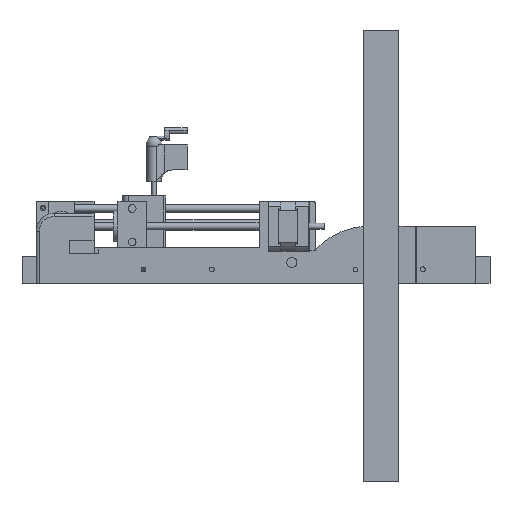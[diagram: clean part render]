
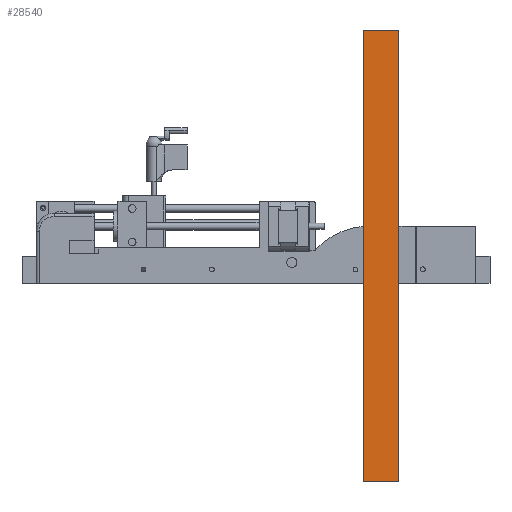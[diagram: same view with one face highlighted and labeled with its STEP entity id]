
A CAD part, left-side view. The second image highlights one B-rep face of the part: STEP entity #28540.
In plain terms, the highlighted planar face has unit normal (-1, 0, 0).
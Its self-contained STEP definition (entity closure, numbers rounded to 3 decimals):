
#4352=LINE('',#48524,#7190);
#4362=LINE('',#48543,#7200);
#4363=LINE('',#48546,#7201);
#4364=LINE('',#48547,#7202);
#7190=VECTOR('',#38513,10.);
#7200=VECTOR('',#38529,10.);
#7201=VECTOR('',#38532,10.);
#7202=VECTOR('',#38533,10.);
#9161=FACE_OUTER_BOUND('',#10847,.T.);
#10847=EDGE_LOOP('',(#26026,#26027,#26028,#26029));
#14213=VERTEX_POINT('',#48521);
#14214=VERTEX_POINT('',#48523);
#14220=VERTEX_POINT('',#48541);
#14221=VERTEX_POINT('',#48545);
#18148=EDGE_CURVE('',#14213,#14214,#4352,.T.);
#18158=EDGE_CURVE('',#14213,#14220,#4362,.T.);
#18159=EDGE_CURVE('',#14221,#14220,#4363,.T.);
#18160=EDGE_CURVE('',#14214,#14221,#4364,.T.);
#26026=ORIENTED_EDGE('',*,*,#18158,.T.);
#26027=ORIENTED_EDGE('',*,*,#18159,.F.);
#26028=ORIENTED_EDGE('',*,*,#18160,.F.);
#26029=ORIENTED_EDGE('',*,*,#18148,.F.);
#27067=PLANE('',#31043);
#28540=ADVANCED_FACE('',(#9161),#27067,.T.);
#31043=AXIS2_PLACEMENT_3D('',#48544,#38530,#38531);
#38513=DIRECTION('',(0.,1.,0.));
#38529=DIRECTION('',(0.,0.,1.));
#38530=DIRECTION('center_axis',(-1.,0.,0.));
#38531=DIRECTION('ref_axis',(0.,-1.,0.));
#38532=DIRECTION('',(0.,-1.,0.));
#38533=DIRECTION('',(0.,0.,1.));
#48521=CARTESIAN_POINT('',(-4.,-75.255,-171.));
#48523=CARTESIAN_POINT('',(-4.,-45.255,-171.));
#48524=CARTESIAN_POINT('',(-4.,-75.255,-171.));
#48541=CARTESIAN_POINT('',(-4.,-75.255,209.));
#48543=CARTESIAN_POINT('',(-4.,-75.255,19.));
#48544=CARTESIAN_POINT('Origin',(-4.,-45.255,19.));
#48545=CARTESIAN_POINT('',(-4.,-45.255,209.));
#48546=CARTESIAN_POINT('',(-4.,-75.255,209.));
#48547=CARTESIAN_POINT('',(-4.,-45.255,19.));
